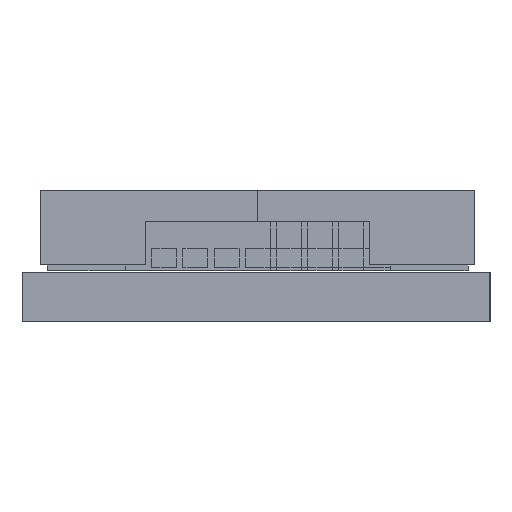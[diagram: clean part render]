
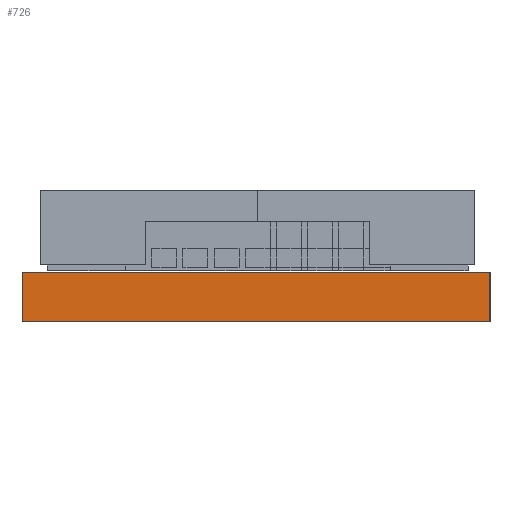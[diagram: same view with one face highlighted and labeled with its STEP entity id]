
A CAD part, front view. The second image highlights one B-rep face of the part: STEP entity #726.
In plain terms, the highlighted planar face has unit normal (0, -1, 0).
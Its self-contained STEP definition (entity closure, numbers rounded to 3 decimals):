
#726=ADVANCED_FACE('',(#1380),#11231,.T.);
#1380=FACE_OUTER_BOUND('',#2063,.T.);
#2063=EDGE_LOOP('',(#5551,#5552,#5553,#5554));
#5551=ORIENTED_EDGE('',*,*,#7554,.T.);
#5552=ORIENTED_EDGE('',*,*,#7329,.T.);
#5553=ORIENTED_EDGE('',*,*,#7553,.F.);
#5554=ORIENTED_EDGE('',*,*,#7321,.F.);
#7321=EDGE_CURVE('',#10499,#10500,#9150,.T.);
#7329=EDGE_CURVE('',#10581,#10582,#9158,.T.);
#7553=EDGE_CURVE('',#10500,#10582,#9382,.T.);
#7554=EDGE_CURVE('',#10499,#10581,#9383,.T.);
#9150=B_SPLINE_CURVE_WITH_KNOTS('',1,(#20075,#20076),.UNSPECIFIED.,.F.,
 .F.,(2,2),(0.,15.),.UNSPECIFIED.);
#9158=B_SPLINE_CURVE_WITH_KNOTS('',1,(#20091,#20092),.UNSPECIFIED.,.F.,
 .F.,(2,2),(0.,15.),.UNSPECIFIED.);
#9382=B_SPLINE_CURVE_WITH_KNOTS('',1,(#20539,#20540),.UNSPECIFIED.,.F.,
 .F.,(2,2),(0.,1.58),.UNSPECIFIED.);
#9383=B_SPLINE_CURVE_WITH_KNOTS('',1,(#20541,#20542),.UNSPECIFIED.,.F.,
 .F.,(2,2),(0.,1.58),.UNSPECIFIED.);
#10499=VERTEX_POINT('',#19977);
#10500=VERTEX_POINT('',#19978);
#10581=VERTEX_POINT('',#20059);
#10582=VERTEX_POINT('',#20060);
#11231=PLANE('',#11753);
#11753=AXIS2_PLACEMENT_3D('',#19891,#12258,$);
#12258=DIRECTION('',(0.,-1.,0.));
#19891=CARTESIAN_POINT('',(88.724,22.937,1.858));
#19977=CARTESIAN_POINT('',(87.104,22.937,0.));
#19978=CARTESIAN_POINT('',(72.104,22.937,0.));
#20059=CARTESIAN_POINT('',(87.104,22.937,1.58));
#20060=CARTESIAN_POINT('',(72.104,22.937,1.58));
#20075=CARTESIAN_POINT('',(87.104,22.937,0.));
#20076=CARTESIAN_POINT('',(72.104,22.937,0.));
#20091=CARTESIAN_POINT('',(87.104,22.937,1.58));
#20092=CARTESIAN_POINT('',(72.104,22.937,1.58));
#20539=CARTESIAN_POINT('',(72.104,22.937,0.));
#20540=CARTESIAN_POINT('',(72.104,22.937,1.58));
#20541=CARTESIAN_POINT('',(87.104,22.937,0.));
#20542=CARTESIAN_POINT('',(87.104,22.937,1.58));
